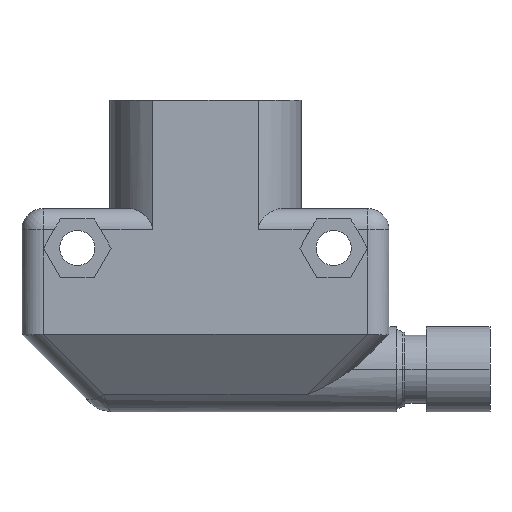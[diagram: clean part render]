
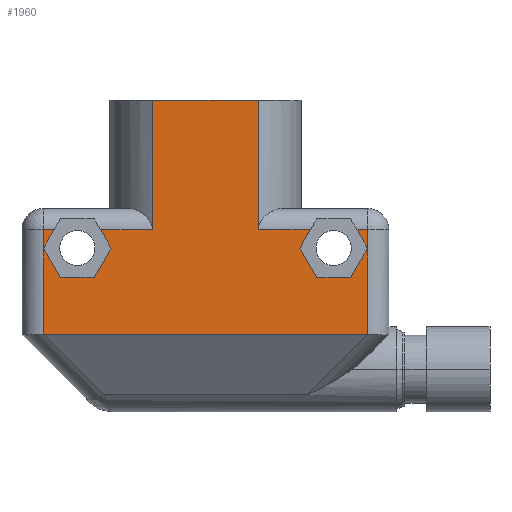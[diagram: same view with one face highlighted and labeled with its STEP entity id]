
A CAD part, left-side view. The second image highlights one B-rep face of the part: STEP entity #1960.
In plain terms, the highlighted planar face has unit normal (-1, 0, 0).
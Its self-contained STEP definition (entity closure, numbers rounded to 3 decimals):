
#56=CARTESIAN_POINT('',(-7.5,15.25,-22.));
#57=CARTESIAN_POINT('',(-7.5,15.241,-22.));
#58=CARTESIAN_POINT('',(-7.5,15.231,-22.));
#59=CARTESIAN_POINT('',(-7.5,15.222,-22.));
#65=DIRECTION('',(0.,0.,-1.));
#66=VECTOR('',#65,9.8);
#67=CARTESIAN_POINT('',(-7.5,15.25,-12.2));
#68=LINE('',#67,#66);
#72=DIRECTION('',(0.,1.,0.));
#73=VECTOR('',#72,1.006);
#74=CARTESIAN_POINT('',(-7.5,14.244,-12.2));
#75=LINE('',#74,#73);
#79=DIRECTION('',(0.,0.5,-0.866));
#80=VECTOR('',#79,1.963);
#81=CARTESIAN_POINT('',(-7.5,14.244,-12.2));
#82=LINE('',#81,#80);
#86=DIRECTION('',(0.,-0.5,-0.866));
#87=VECTOR('',#86,3.175);
#88=CARTESIAN_POINT('',(-7.5,15.225,-13.9));
#89=LINE('',#88,#87);
#93=DIRECTION('',(0.,-1.,0.));
#94=VECTOR('',#93,3.175);
#95=CARTESIAN_POINT('',(-7.5,13.638,-16.65));
#96=LINE('',#95,#94);
#100=DIRECTION('',(0.,-0.5,0.866));
#101=VECTOR('',#100,3.175);
#102=CARTESIAN_POINT('',(-7.5,10.462,-16.65));
#103=LINE('',#102,#101);
#107=DIRECTION('',(0.,0.5,0.866));
#108=VECTOR('',#107,1.963);
#109=CARTESIAN_POINT('',(-7.5,8.875,-13.9));
#110=LINE('',#109,#108);
#114=DIRECTION('',(0.,1.,0.));
#115=VECTOR('',#114,4.881);
#116=CARTESIAN_POINT('',(-7.5,4.975,-12.2));
#117=LINE('',#116,#115);
#121=DIRECTION('',(0.,-1.,0.));
#122=VECTOR('',#121,9.95);
#123=CARTESIAN_POINT('',(-7.5,4.975,0.));
#124=LINE('',#123,#122);
#128=DIRECTION('',(0.,1.,0.));
#129=VECTOR('',#128,4.881);
#130=CARTESIAN_POINT('',(-7.5,-9.856,-12.2));
#131=LINE('',#130,#129);
#135=DIRECTION('',(0.,0.5,-0.866));
#136=VECTOR('',#135,1.963);
#137=CARTESIAN_POINT('',(-7.5,-9.856,-12.2));
#138=LINE('',#137,#136);
#142=DIRECTION('',(0.,-0.5,-0.866));
#143=VECTOR('',#142,3.175);
#144=CARTESIAN_POINT('',(-7.5,-8.875,-13.9));
#145=LINE('',#144,#143);
#149=DIRECTION('',(0.,-1.,0.));
#150=VECTOR('',#149,3.175);
#151=CARTESIAN_POINT('',(-7.5,-10.462,-16.65));
#152=LINE('',#151,#150);
#156=DIRECTION('',(0.,-0.5,0.866));
#157=VECTOR('',#156,3.175);
#158=CARTESIAN_POINT('',(-7.5,-13.638,-16.65));
#159=LINE('',#158,#157);
#163=DIRECTION('',(0.,0.5,0.866));
#164=VECTOR('',#163,1.963);
#165=CARTESIAN_POINT('',(-7.5,-15.225,-13.9));
#166=LINE('',#165,#164);
#170=DIRECTION('',(0.,1.,0.));
#171=VECTOR('',#170,1.006);
#172=CARTESIAN_POINT('',(-7.5,-15.25,-12.2));
#173=LINE('',#172,#171);
#177=DIRECTION('',(0.,0.,1.));
#178=VECTOR('',#177,9.8);
#179=CARTESIAN_POINT('',(-7.5,-15.25,-22.));
#180=LINE('',#179,#178);
#184=CARTESIAN_POINT('',(-7.5,-15.222,-22.));
#185=CARTESIAN_POINT('',(-7.5,-15.231,-22.));
#186=CARTESIAN_POINT('',(-7.5,-15.241,-22.));
#187=CARTESIAN_POINT('',(-7.5,-15.25,-22.));
#192=DIRECTION('',(0.,1.,0.));
#193=VECTOR('',#192,30.444);
#194=CARTESIAN_POINT('',(-7.5,-15.222,-22.));
#195=LINE('',#194,#193);
#208=CARTESIAN_POINT('',(-7.5,15.25,-22.));
#908=CARTESIAN_POINT('',(-7.5,-9.856,-12.2));
#963=CARTESIAN_POINT('',(-7.5,-14.244,-12.2));
#982=DIRECTION('',(0.,0.,1.));
#983=VECTOR('',#982,12.2);
#984=CARTESIAN_POINT('',(-7.5,-4.975,-12.2));
#985=LINE('',#984,#983);
#1099=CARTESIAN_POINT('',(-7.5,14.244,-12.2));
#1332=DIRECTION('',(0.,0.,-1.));
#1333=VECTOR('',#1332,12.2);
#1334=CARTESIAN_POINT('',(-7.5,4.975,0.));
#1335=LINE('',#1334,#1333);
#1668=CARTESIAN_POINT('',(-7.5,4.975,0.));
#1670=VERTEX_POINT('',#1668);
#1673=CARTESIAN_POINT('',(-7.5,-4.975,0.));
#1675=VERTEX_POINT('',#1673);
#1736=CARTESIAN_POINT('',(-7.5,-13.638,-16.65));
#1737=CARTESIAN_POINT('',(-7.5,-15.225,-13.9));
#1738=VERTEX_POINT('',#1736);
#1739=VERTEX_POINT('',#1737);
#1740=CARTESIAN_POINT('',(-7.5,-8.875,-13.9));
#1741=CARTESIAN_POINT('',(-7.5,-10.462,-16.65));
#1742=VERTEX_POINT('',#1740);
#1743=VERTEX_POINT('',#1741);
#1760=CARTESIAN_POINT('',(-7.5,10.462,-16.65));
#1761=CARTESIAN_POINT('',(-7.5,8.875,-13.9));
#1762=VERTEX_POINT('',#1760);
#1763=VERTEX_POINT('',#1761);
#1764=CARTESIAN_POINT('',(-7.5,15.225,-13.9));
#1765=CARTESIAN_POINT('',(-7.5,13.638,-16.65));
#1766=VERTEX_POINT('',#1764);
#1767=VERTEX_POINT('',#1765);
#1772=CARTESIAN_POINT('',(-7.5,15.25,-12.2));
#1774=VERTEX_POINT('',#1772);
#1780=CARTESIAN_POINT('',(-7.5,4.975,-12.2));
#1781=CARTESIAN_POINT('',(-7.5,9.856,-12.2));
#1782=VERTEX_POINT('',#1780);
#1783=VERTEX_POINT('',#1781);
#1804=VERTEX_POINT('',#908);
#1806=CARTESIAN_POINT('',(-7.5,-4.975,-12.2));
#1807=VERTEX_POINT('',#1806);
#1809=VERTEX_POINT('',#963);
#1810=CARTESIAN_POINT('',(-7.5,-15.25,-12.2));
#1811=VERTEX_POINT('',#1810);
#1829=VERTEX_POINT('',#1099);
#1861=VERTEX_POINT('',#208);
#1862=VERTEX_POINT('',#59);
#1863=CARTESIAN_POINT('',(-7.5,-15.222,-22.));
#1864=VERTEX_POINT('',#1863);
#1875=VERTEX_POINT('',#187);
#1909=CARTESIAN_POINT('',(-7.5,0.,0.));
#1910=DIRECTION('',(1.,0.,0.));
#1911=DIRECTION('',(0.,0.,-1.));
#1912=AXIS2_PLACEMENT_3D('',#1909,#1910,#1911);
#1913=PLANE('',#1912);
#1915=ORIENTED_EDGE('',*,*,#1914,.F.);
#1917=ORIENTED_EDGE('',*,*,#1916,.F.);
#1919=ORIENTED_EDGE('',*,*,#1918,.F.);
#1921=ORIENTED_EDGE('',*,*,#1920,.T.);
#1923=ORIENTED_EDGE('',*,*,#1922,.T.);
#1925=ORIENTED_EDGE('',*,*,#1924,.T.);
#1927=ORIENTED_EDGE('',*,*,#1926,.T.);
#1929=ORIENTED_EDGE('',*,*,#1928,.T.);
#1931=ORIENTED_EDGE('',*,*,#1930,.F.);
#1933=ORIENTED_EDGE('',*,*,#1932,.F.);
#1935=ORIENTED_EDGE('',*,*,#1934,.T.);
#1937=ORIENTED_EDGE('',*,*,#1936,.F.);
#1939=ORIENTED_EDGE('',*,*,#1938,.F.);
#1941=ORIENTED_EDGE('',*,*,#1940,.T.);
#1943=ORIENTED_EDGE('',*,*,#1942,.T.);
#1945=ORIENTED_EDGE('',*,*,#1944,.T.);
#1947=ORIENTED_EDGE('',*,*,#1946,.T.);
#1949=ORIENTED_EDGE('',*,*,#1948,.T.);
#1951=ORIENTED_EDGE('',*,*,#1950,.F.);
#1953=ORIENTED_EDGE('',*,*,#1952,.F.);
#1955=ORIENTED_EDGE('',*,*,#1954,.F.);
#1957=ORIENTED_EDGE('',*,*,#1956,.T.);
#1958=EDGE_LOOP('',(#1915,#1917,#1919,#1921,#1923,#1925,#1927,#1929,#1931,#1933,
#1935,#1937,#1939,#1941,#1943,#1945,#1947,#1949,#1951,#1953,#1955,#1957));
#1959=FACE_OUTER_BOUND('',#1958,.F.);
#1960=ADVANCED_FACE('',(#1959),#1913,.F.);
#60=B_SPLINE_CURVE_WITH_KNOTS('',3,(#56,#57,#58,#59),.UNSPECIFIED.,.F.,.F.,(4,
4),(0.,1.),.UNSPECIFIED.);
#188=B_SPLINE_CURVE_WITH_KNOTS('',3,(#184,#185,#186,#187),.UNSPECIFIED.,.F.,.F.,
(4,4),(0.,1.),.UNSPECIFIED.);
#1914=EDGE_CURVE('',#1861,#1862,#60,.T.);
#1916=EDGE_CURVE('',#1774,#1861,#68,.T.);
#1918=EDGE_CURVE('',#1829,#1774,#75,.T.);
#1920=EDGE_CURVE('',#1829,#1766,#82,.T.);
#1922=EDGE_CURVE('',#1766,#1767,#89,.T.);
#1924=EDGE_CURVE('',#1767,#1762,#96,.T.);
#1926=EDGE_CURVE('',#1762,#1763,#103,.T.);
#1928=EDGE_CURVE('',#1763,#1783,#110,.T.);
#1930=EDGE_CURVE('',#1782,#1783,#117,.T.);
#1932=EDGE_CURVE('',#1670,#1782,#1335,.T.);
#1934=EDGE_CURVE('',#1670,#1675,#124,.T.);
#1936=EDGE_CURVE('',#1807,#1675,#985,.T.);
#1938=EDGE_CURVE('',#1804,#1807,#131,.T.);
#1940=EDGE_CURVE('',#1804,#1742,#138,.T.);
#1942=EDGE_CURVE('',#1742,#1743,#145,.T.);
#1944=EDGE_CURVE('',#1743,#1738,#152,.T.);
#1946=EDGE_CURVE('',#1738,#1739,#159,.T.);
#1948=EDGE_CURVE('',#1739,#1809,#166,.T.);
#1950=EDGE_CURVE('',#1811,#1809,#173,.T.);
#1952=EDGE_CURVE('',#1875,#1811,#180,.T.);
#1954=EDGE_CURVE('',#1864,#1875,#188,.T.);
#1956=EDGE_CURVE('',#1864,#1862,#195,.T.);
